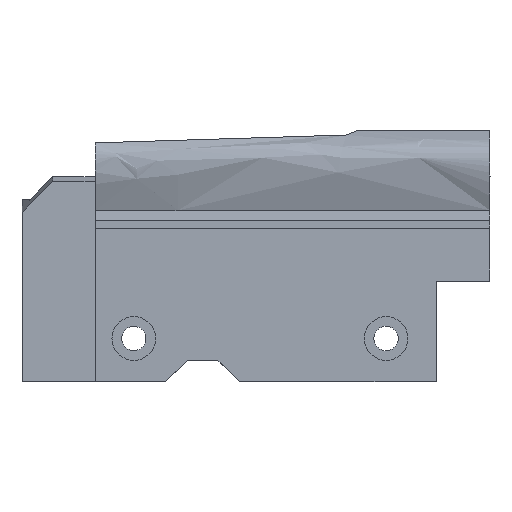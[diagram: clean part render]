
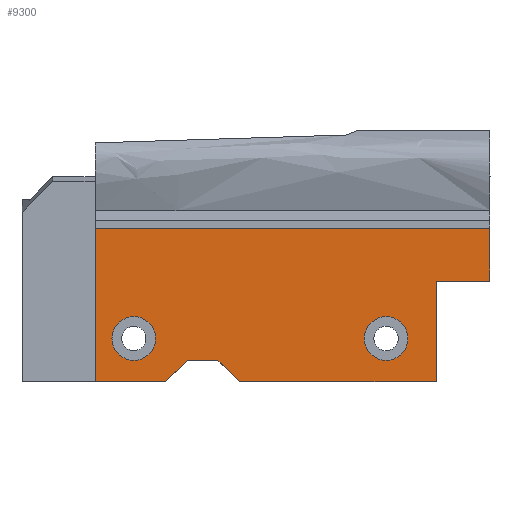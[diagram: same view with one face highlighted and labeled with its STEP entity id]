
A CAD part, left-side view. The second image highlights one B-rep face of the part: STEP entity #9300.
In plain terms, the highlighted planar face has unit normal (-1, 0, 0).
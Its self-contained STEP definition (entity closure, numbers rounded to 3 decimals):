
#743=FACE_BOUND('',#1857,.T.);
#744=FACE_BOUND('',#1858,.T.);
#845=PLANE('',#10137);
#1310=FACE_OUTER_BOUND('',#1856,.T.);
#1856=EDGE_LOOP('',(#8050,#8051,#8052,#8053,#8054,#8055,#8056,#8057,#8058,
#8059));
#1857=EDGE_LOOP('',(#8060));
#1858=EDGE_LOOP('',(#8061));
#2312=LINE('',#24807,#2859);
#2331=LINE('',#24862,#2878);
#2333=LINE('',#24872,#2880);
#2337=LINE('',#24884,#2884);
#2339=LINE('',#24888,#2886);
#2356=LINE('',#25248,#2903);
#2405=LINE('',#25667,#2952);
#2493=LINE('',#26550,#3040);
#2497=LINE('',#26567,#3044);
#2501=LINE('',#26573,#3048);
#2859=VECTOR('',#11443,10.);
#2878=VECTOR('',#11496,10.);
#2880=VECTOR('',#11506,10.);
#2884=VECTOR('',#11522,10.);
#2886=VECTOR('',#11526,10.);
#2903=VECTOR('',#11557,10.);
#2952=VECTOR('',#11682,10.);
#3040=VECTOR('',#11910,10.);
#3044=VECTOR('',#11928,10.);
#3048=VECTOR('',#11936,10.);
#3525=CIRCLE('',#10138,3.05);
#3526=CIRCLE('',#10139,3.05);
#4130=VERTEX_POINT('',#24804);
#4131=VERTEX_POINT('',#24806);
#4150=VERTEX_POINT('',#24860);
#4154=VERTEX_POINT('',#24870);
#4156=VERTEX_POINT('',#24882);
#4157=VERTEX_POINT('',#24886);
#4186=VERTEX_POINT('',#25247);
#4251=VERTEX_POINT('',#25664);
#4252=VERTEX_POINT('',#25666);
#4328=VERTEX_POINT('',#26565);
#4329=VERTEX_POINT('',#26575);
#4330=VERTEX_POINT('',#26577);
#5325=EDGE_CURVE('',#4131,#4130,#2312,.T.);
#5353=EDGE_CURVE('',#4130,#4150,#2331,.T.);
#5357=EDGE_CURVE('',#4150,#4154,#2333,.T.);
#5364=EDGE_CURVE('',#4154,#4156,#2337,.T.);
#5366=EDGE_CURVE('',#4156,#4157,#2339,.T.);
#5399=EDGE_CURVE('',#4186,#4131,#2356,.T.);
#5482=EDGE_CURVE('',#4252,#4251,#2405,.T.);
#5605=EDGE_CURVE('',#4186,#4251,#2493,.T.);
#5613=EDGE_CURVE('',#4157,#4328,#2497,.T.);
#5617=EDGE_CURVE('',#4328,#4252,#2501,.F.);
#5618=EDGE_CURVE('',#4329,#4329,#3525,.T.);
#5619=EDGE_CURVE('',#4330,#4330,#3526,.T.);
#8050=ORIENTED_EDGE('',*,*,#5364,.T.);
#8051=ORIENTED_EDGE('',*,*,#5366,.T.);
#8052=ORIENTED_EDGE('',*,*,#5613,.T.);
#8053=ORIENTED_EDGE('',*,*,#5617,.T.);
#8054=ORIENTED_EDGE('',*,*,#5482,.T.);
#8055=ORIENTED_EDGE('',*,*,#5605,.F.);
#8056=ORIENTED_EDGE('',*,*,#5399,.T.);
#8057=ORIENTED_EDGE('',*,*,#5325,.T.);
#8058=ORIENTED_EDGE('',*,*,#5353,.T.);
#8059=ORIENTED_EDGE('',*,*,#5357,.T.);
#8060=ORIENTED_EDGE('',*,*,#5618,.T.);
#8061=ORIENTED_EDGE('',*,*,#5619,.T.);
#9300=ADVANCED_FACE('',(#1310,#743,#744),#845,.T.);
#10137=AXIS2_PLACEMENT_3D('',#26574,#11937,#11938);
#10138=AXIS2_PLACEMENT_3D('',#26576,#11939,#11940);
#10139=AXIS2_PLACEMENT_3D('',#26578,#11941,#11942);
#11443=DIRECTION('',(0.,0.,1.));
#11496=DIRECTION('',(0.,0.707,0.707));
#11506=DIRECTION('',(0.,0.,1.));
#11522=DIRECTION('',(0.,-0.707,0.707));
#11526=DIRECTION('',(0.,0.,1.));
#11557=DIRECTION('',(0.,-1.,0.));
#11682=DIRECTION('',(0.,1.,0.));
#11910=DIRECTION('',(0.,0.,1.));
#11928=DIRECTION('',(0.,1.,0.));
#11936=DIRECTION('',(0.,0.,-1.));
#11937=DIRECTION('center_axis',(-1.,0.,0.));
#11938=DIRECTION('ref_axis',(0.,0.,1.));
#11939=DIRECTION('center_axis',(1.,0.,0.));
#11940=DIRECTION('ref_axis',(0.,0.,
1.));
#11941=DIRECTION('center_axis',(1.,0.,0.));
#11942=DIRECTION('ref_axis',(0.,0.,
1.));
#24804=CARTESIAN_POINT('',(-29.999,3.101,-32.216));
#24806=CARTESIAN_POINT('',(-29.999,3.101,-42.074));
#24807=CARTESIAN_POINT('',(-29.999,3.101,-19.374));
#24860=CARTESIAN_POINT('',(-29.999,6.101,-29.216));
#24862=CARTESIAN_POINT('',(-29.999,12.535,-22.782));
#24870=CARTESIAN_POINT('',(-29.999,6.101,-24.933));
#24872=CARTESIAN_POINT('',(-29.999,6.101,-21.223));
#24882=CARTESIAN_POINT('',(-29.999,3.101,-21.933));
#24884=CARTESIAN_POINT('',(-29.999,6.16,-24.992));
#24886=CARTESIAN_POINT('',(-29.999,3.101,5.526));
#24888=CARTESIAN_POINT('',(-29.999,3.101,-19.374));
#25247=CARTESIAN_POINT('',(-29.999,24.47,-42.074));
#25248=CARTESIAN_POINT('',(-29.999,27.402,-42.074));
#25664=CARTESIAN_POINT('',(-29.999,24.47,13.026));
#25666=CARTESIAN_POINT('',(-29.999,17.101,13.026));
#25667=CARTESIAN_POINT('',(-29.999,19.903,13.026));
#26550=CARTESIAN_POINT('',(-29.999,24.47,-14.423));
#26565=CARTESIAN_POINT('',(-29.999,17.101,5.526));
#26567=CARTESIAN_POINT('',(-29.999,14.953,5.526));
#26573=CARTESIAN_POINT('',(-29.999,17.101,-5.501));
#26574=CARTESIAN_POINT('Origin',(-29.999,19.804,-14.323));
#26575=CARTESIAN_POINT('',(-29.999,9.101,-39.724));
#26576=CARTESIAN_POINT('Origin',(-29.999,9.101,-36.674));
#26577=CARTESIAN_POINT('',(-29.999,9.101,-4.524));
#26578=CARTESIAN_POINT('Origin',(-29.999,9.101,-1.474));
